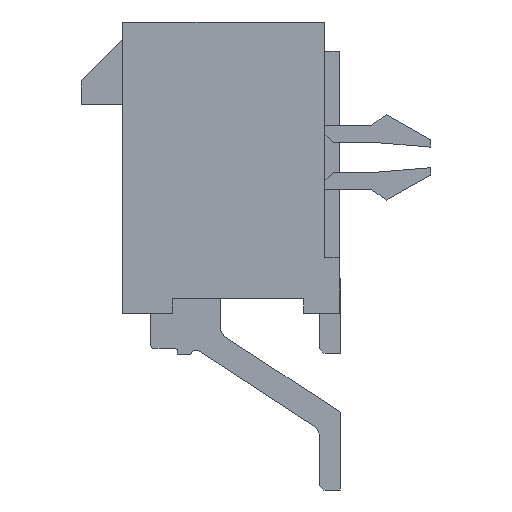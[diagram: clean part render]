
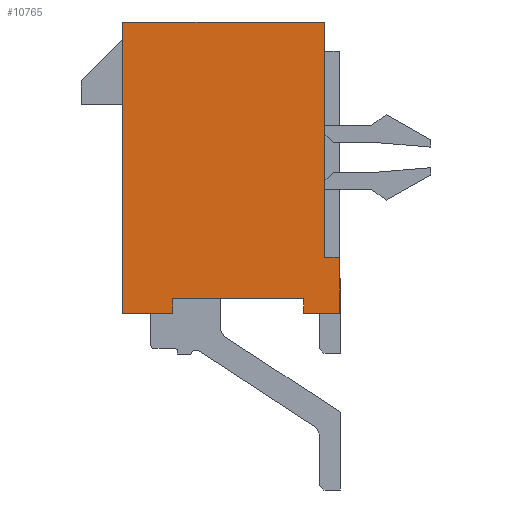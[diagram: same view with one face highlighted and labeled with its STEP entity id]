
A CAD part, front view. The second image highlights one B-rep face of the part: STEP entity #10765.
In plain terms, the highlighted planar face has unit normal (0, -1, 0).
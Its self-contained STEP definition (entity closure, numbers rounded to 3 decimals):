
#1738=ORIENTED_EDGE('',*,*,#4428,.F.);
#1739=ORIENTED_EDGE('',*,*,#4449,.T.);
#1740=ORIENTED_EDGE('',*,*,#4253,.T.);
#1741=ORIENTED_EDGE('',*,*,#4450,.T.);
#1742=ORIENTED_EDGE('',*,*,#4433,.F.);
#1743=ORIENTED_EDGE('',*,*,#4451,.T.);
#1744=ORIENTED_EDGE('',*,*,#4452,.T.);
#1745=ORIENTED_EDGE('',*,*,#3447,.F.);
#1746=ORIENTED_EDGE('',*,*,#3608,.F.);
#1747=ORIENTED_EDGE('',*,*,#4453,.F.);
#3447=EDGE_CURVE('',#5008,#5009,#6046,.T.);
#3608=EDGE_CURVE('',#5156,#5008,#6207,.T.);
#4253=EDGE_CURVE('',#5659,#5658,#6756,.T.);
#4428=EDGE_CURVE('',#5731,#5732,#6931,.T.);
#4433=EDGE_CURVE('',#5735,#5736,#6936,.T.);
#4449=EDGE_CURVE('',#5731,#5659,#6952,.T.);
#4450=EDGE_CURVE('',#5658,#5736,#6953,.T.);
#4451=EDGE_CURVE('',#5735,#5747,#6954,.T.);
#4452=EDGE_CURVE('',#5747,#5009,#6955,.T.);
#4453=EDGE_CURVE('',#5732,#5156,#6956,.T.);
#5008=VERTEX_POINT('',#14635);
#5009=VERTEX_POINT('',#14637);
#5156=VERTEX_POINT('',#14951);
#5658=VERTEX_POINT('',#16222);
#5659=VERTEX_POINT('',#16224);
#5731=VERTEX_POINT('',#16542);
#5732=VERTEX_POINT('',#16544);
#5735=VERTEX_POINT('',#16552);
#5736=VERTEX_POINT('',#16554);
#5747=VERTEX_POINT('',#16586);
#6046=LINE('',#14636,#7495);
#6207=LINE('',#14952,#7656);
#6756=LINE('',#16223,#8205);
#6931=LINE('',#16543,#8380);
#6936=LINE('',#16553,#8385);
#6952=LINE('',#16583,#8401);
#6953=LINE('',#16584,#8402);
#6954=LINE('',#16585,#8403);
#6955=LINE('',#16587,#8404);
#6956=LINE('',#16588,#8405);
#7495=VECTOR('',#11832,1000.);
#7656=VECTOR('',#12007,1000.);
#8205=VECTOR('',#12996,1000.);
#8380=VECTOR('',#13315,1000.);
#8385=VECTOR('',#13322,1000.);
#8401=VECTOR('',#13344,1000.);
#8402=VECTOR('',#13345,1000.);
#8403=VECTOR('',#13346,1000.);
#8404=VECTOR('',#13347,1000.);
#8405=VECTOR('',#13348,1000.);
#9159=EDGE_LOOP('',(#1738,#1739,#1740,#1741,#1742,#1743,#1744,#1745,#1746,
#1747));
#9740=FACE_BOUND('',#9159,.T.);
#10245=PLANE('',#11438);
#10765=ADVANCED_FACE('',(#9740),#10245,.F.);
#11438=AXIS2_PLACEMENT_3D('',#16582,#13342,#13343);
#11832=DIRECTION('',(0.,0.,-1.));
#12007=DIRECTION('',(1.,0.,0.));
#12996=DIRECTION('',(1.,0.,0.));
#13315=DIRECTION('',(-1.,0.,0.));
#13322=DIRECTION('',(-1.,0.,0.));
#13342=DIRECTION('',(0.,1.,0.));
#13343=DIRECTION('',(0.,0.,1.));
#13344=DIRECTION('',(0.,0.,1.));
#13345=DIRECTION('',(0.,0.,-1.));
#13346=DIRECTION('',(0.,0.,1.));
#13347=DIRECTION('',(-1.,0.,0.));
#13348=DIRECTION('',(0.,0.,1.));
#14635=CARTESIAN_POINT('',(3.43,-19.85,4.95));
#14636=CARTESIAN_POINT('',(3.43,-19.85,4.95));
#14637=CARTESIAN_POINT('',(3.43,-19.85,-3.05));
#14951=CARTESIAN_POINT('',(-3.43,-19.85,4.95));
#14952=CARTESIAN_POINT('',(-3.43,-19.85,4.95));
#16222=CARTESIAN_POINT('',(2.73,-19.85,-4.45));
#16223=CARTESIAN_POINT('',(-2.73,-19.85,-4.45));
#16224=CARTESIAN_POINT('',(-1.73,-19.85,-4.45));
#16542=CARTESIAN_POINT('',(-1.73,-19.85,-4.95));
#16543=CARTESIAN_POINT('',(3.43,-19.85,-4.95));
#16544=CARTESIAN_POINT('',(-3.43,-19.85,-4.95));
#16552=CARTESIAN_POINT('',(3.93,-19.85,-4.95));
#16553=CARTESIAN_POINT('',(3.43,-19.85,-4.95));
#16554=CARTESIAN_POINT('',(2.73,-19.85,-4.95));
#16582=CARTESIAN_POINT('',(0.,-19.85,0.));
#16583=CARTESIAN_POINT('',(-1.73,-19.85,-4.95));
#16584=CARTESIAN_POINT('',(2.73,-19.85,-4.45));
#16585=CARTESIAN_POINT('',(3.93,-19.85,-4.95));
#16586=CARTESIAN_POINT('',(3.93,-19.85,-3.05));
#16587=CARTESIAN_POINT('',(3.93,-19.85,-3.05));
#16588=CARTESIAN_POINT('',(-3.43,-19.85,-4.95));
